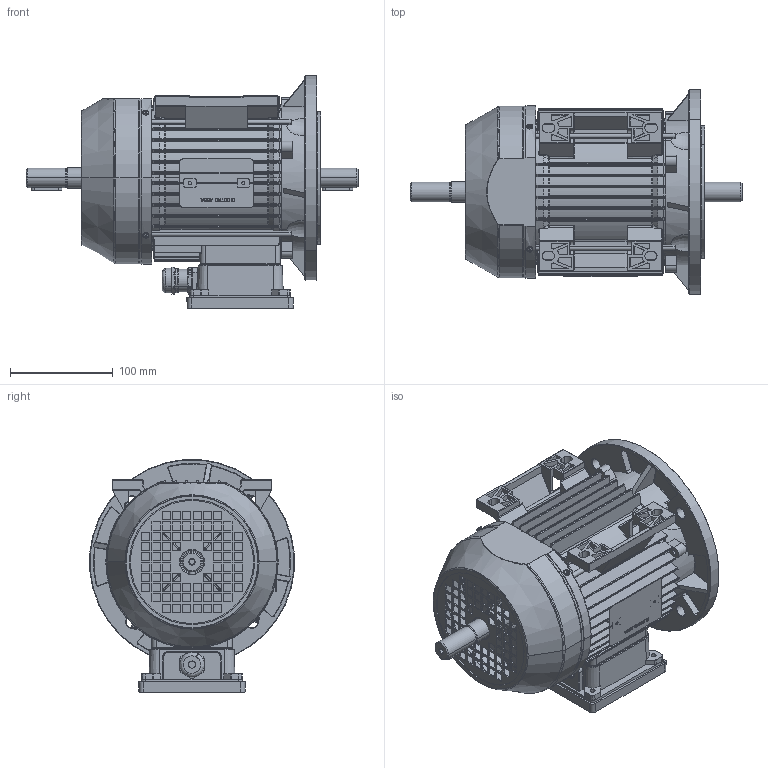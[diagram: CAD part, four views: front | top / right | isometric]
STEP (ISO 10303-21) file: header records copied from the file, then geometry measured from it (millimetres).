
FILE_DESCRIPTION (( 'STEP AP214' ), '1' );
FILE_NAME ('FCAP80-B3 B5-IC411-2-4-6-8 POLI-TB TOP-DOUBLE SHAFT.STEP', '2024-09-19T06:53:08', ( '' ), ( '' ), 'SwSTEP 2.0', 'SolidWorks 2024', '' );
FILE_SCHEMA (( 'AUTOMOTIVE_DESIGN' ));
Length unit declared in the file: millimetre
Products named in the file (15): 6x6x30; Guarnizione scatola-motore71- 80; Copriventola tipo 80; Scudo C80 posteriore; pan head cross recess screw_iso_ISO 7045 - M3 x 16 - Z --- 16C; FCAP80-B3 B5-IC411-2-4-6-8 POLI-TB TOP-DOUBLE SHAFT; Tirante M5 L.147; Flangia FC80; Albero C-FC80_Pacco H = 70; PRESSACAVO M20; Targhetta motore_LAMIERA ALLUMINIO; Scatola morsetti 71- 80_STANDARD DEFINITIVO-1 FORO CENTRALE; Guarnizione scatola-coperchio 71- 80; Carcassa C80; Coperchio scatola morsetti 71-80
Assembly tree (22 placements, depth 2):
  FCAP80-B3 B5-IC411-2-4-6-8 POLI-TB TOP-DOUBLE SHAFT
    Albero C-FC80_Pacco H = 70  x2
    Scudo C80 posteriore
    Tirante M5 L.147  x4
    Copriventola tipo 80
    6x6x30  x2
    pan head cross recess screw_iso_ISO 7045 - M3 x 16 - Z --- 16C  x4
    Flangia FC80
    Carcassa C80
    Targhetta motore_LAMIERA ALLUMINIO
    Guarnizione scatola-motore71- 80
    Scatola morsetti 71- 80_STANDARD DEFINITIVO-1 FORO CENTRALE
    PRESSACAVO M20
    Guarnizione scatola-coperchio 71- 80
    Coperchio scatola morsetti 71-80
Bounding box: 323.5 x 199.24 x 226.62 mm (x, y, z)
Volume: 1241341.7 mm3; surface area: 678046 mm2
Topology: 22 solids, 23 shells, 4317 faces, 11153 edges, 6875 vertices
Faces by surface type: plane 1494, cylinder 1092, bspline 609, cone 557, torus 495, sphere 70
Entity records: 145810 total; most frequent: CARTESIAN_POINT 50936, ORIENTED_EDGE 21040, DIRECTION 18183, EDGE_CURVE 10520, AXIS2_PLACEMENT_3D 6874, VERTEX_POINT 6538, VECTOR 4435, LINE 4435
